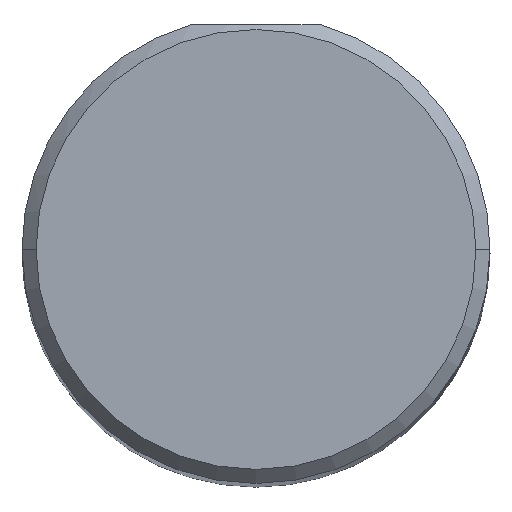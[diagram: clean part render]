
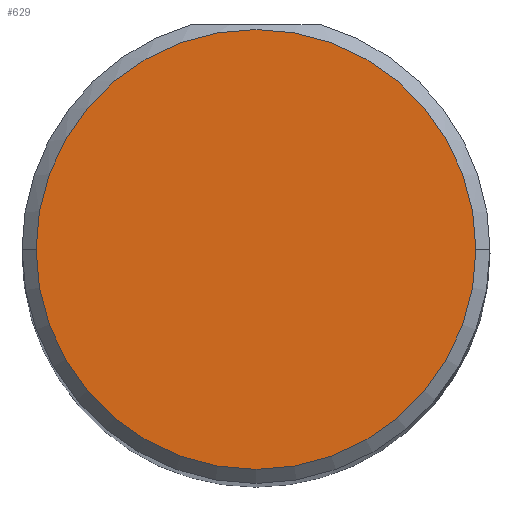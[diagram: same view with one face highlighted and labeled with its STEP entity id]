
A CAD part, top view. The second image highlights one B-rep face of the part: STEP entity #629.
In plain terms, the highlighted planar face has unit normal (0, 0, 1).
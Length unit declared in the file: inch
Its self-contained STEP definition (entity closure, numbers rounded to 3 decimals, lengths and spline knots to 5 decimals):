
#3 = EDGE_CURVE ( 'NONE', #27, #198, #65, .T. ) ;
#18 = DIRECTION ( 'NONE',  ( 1., 0., 0. ) ) ;
#27 = VERTEX_POINT ( 'NONE', #50 ) ;
#41 = CIRCLE ( 'NONE', #338, 0.235 ) ;
#48 = EDGE_LOOP ( 'NONE', ( #386, #217 ) ) ;
#50 = CARTESIAN_POINT ( 'NONE',  ( -0.235, 0., 3. ) ) ;
#65 = CIRCLE ( 'NONE', #625, 0.235 ) ;
#108 = EDGE_CURVE ( 'NONE', #198, #27, #41, .T. ) ;
#157 = FACE_OUTER_BOUND ( 'NONE', #48, .T. ) ;
#186 = DIRECTION ( 'NONE',  ( 0., 0., 1. ) ) ;
#194 = DIRECTION ( 'NONE',  ( 0., 0., 1. ) ) ;
#198 = VERTEX_POINT ( 'NONE', #521 ) ;
#217 = ORIENTED_EDGE ( 'NONE', *, *, #108, .T. ) ;
#265 = CARTESIAN_POINT ( 'NONE',  ( 0., 0., 3. ) ) ;
#320 = DIRECTION ( 'NONE',  ( 1., 0., 0. ) ) ;
#338 = AXIS2_PLACEMENT_3D ( 'NONE', #605, #194, #660 ) ;
#386 = ORIENTED_EDGE ( 'NONE', *, *, #3, .T. ) ;
#397 = PLANE ( 'NONE',  #477 ) ;
#477 = AXIS2_PLACEMENT_3D ( 'NONE', #633, #186, #18 ) ;
#521 = CARTESIAN_POINT ( 'NONE',  ( 0.235, 0., 3. ) ) ;
#605 = CARTESIAN_POINT ( 'NONE',  ( 0., 0., 3. ) ) ;
#625 = AXIS2_PLACEMENT_3D ( 'NONE', #265, #730, #320 ) ;
#629 = ADVANCED_FACE ( 'NONE', ( #157 ), #397, .T. ) ;
#633 = CARTESIAN_POINT ( 'NONE',  ( 0., 0., 3. ) ) ;
#660 = DIRECTION ( 'NONE',  ( 1., 0., 0. ) ) ;
#730 = DIRECTION ( 'NONE',  ( 0., 0., 1. ) ) ;
